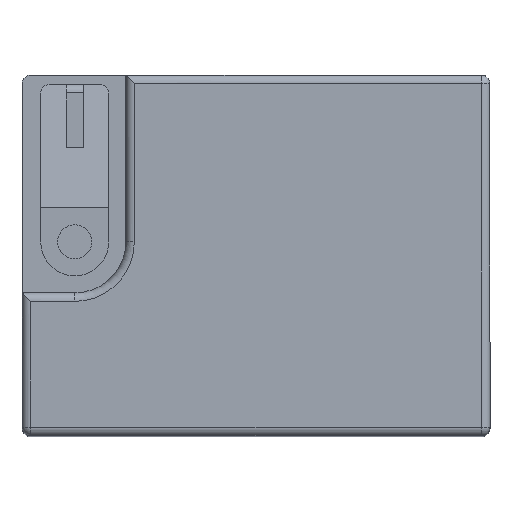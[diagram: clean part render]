
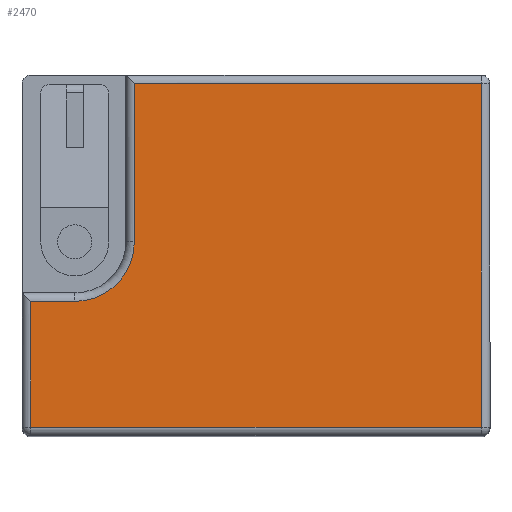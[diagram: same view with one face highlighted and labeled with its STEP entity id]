
A CAD part, top view. The second image highlights one B-rep face of the part: STEP entity #2470.
In plain terms, the highlighted planar face has unit normal (0, 0, 1).
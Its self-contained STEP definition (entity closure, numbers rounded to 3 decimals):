
#2389 = EDGE_CURVE ( 'NONE', #2466, #2391, #6350, .T. ) ;
#2390 = ORIENTED_EDGE ( 'NONE', *, *, #2463, .T. ) ;
#2391 = VERTEX_POINT ( 'NONE', #6346 ) ;
#2449 = ORIENTED_EDGE ( 'NONE', *, *, #2451, .T. ) ;
#2451 = EDGE_CURVE ( 'NONE', #2454, #2464, #6451, .T. ) ;
#2454 = VERTEX_POINT ( 'NONE', #6436 ) ;
#2455 = EDGE_CURVE ( 'NONE', #2459, #2454, #6435, .T. ) ;
#2456 = ORIENTED_EDGE ( 'NONE', *, *, #2455, .T. ) ;
#2457 = EDGE_CURVE ( 'NONE', #2461, #2459, #6501, .T. ) ;
#2458 = ORIENTED_EDGE ( 'NONE', *, *, #2457, .T. ) ;
#2459 = VERTEX_POINT ( 'NONE', #6497 ) ;
#2460 = ORIENTED_EDGE ( 'NONE', *, *, #2462, .T. ) ;
#2461 = VERTEX_POINT ( 'NONE', #6496 ) ;
#2462 = EDGE_CURVE ( 'NONE', #2391, #2461, #6495, .T. ) ;
#2463 = EDGE_CURVE ( 'NONE', #2464, #2468, #6489, .T. ) ;
#2464 = VERTEX_POINT ( 'NONE', #6485 ) ;
#2465 = EDGE_CURVE ( 'NONE', #2468, #2466, #6484, .T. ) ;
#2466 = VERTEX_POINT ( 'NONE', #6479 ) ;
#2467 = ORIENTED_EDGE ( 'NONE', *, *, #2389, .T. ) ;
#2468 = VERTEX_POINT ( 'NONE', #6478 ) ;
#2469 = ORIENTED_EDGE ( 'NONE', *, *, #2465, .T. ) ;
#2470 = ADVANCED_FACE ( 'NONE', ( #6476 ), #6475, .T. ) ;
#2471 = EDGE_LOOP ( 'NONE', ( #2390, #2469, #2467, #2460, #2458, #2456, #2449 ) ) ;
#6346 = CARTESIAN_POINT ( 'NONE',  ( -7.15, 0.8, 35.6 ) ) ;
#6347 = DIRECTION ( 'NONE',  ( 0., -1., 0. ) ) ;
#6348 = VECTOR ( 'NONE', #6347, 1000. ) ;
#6349 = CARTESIAN_POINT ( 'NONE',  ( -7.15, 0.8, 35.6 ) ) ;
#6350 = LINE ( 'NONE', #6349, #6348 ) ;
#6433 = VECTOR ( 'NONE', #6503, 1000. ) ;
#6434 = CARTESIAN_POINT ( 'NONE',  ( -13.25, -10.6, 35.6 ) ) ;
#6435 = LINE ( 'NONE', #6434, #6433 ) ;
#6436 = CARTESIAN_POINT ( 'NONE',  ( -13.25, -10.1, 35.6 ) ) ;
#6448 = DIRECTION ( 'NONE',  ( 1., 0., 0. ) ) ;
#6449 = VECTOR ( 'NONE', #6448, 1000. ) ;
#6450 = CARTESIAN_POINT ( 'NONE',  ( 13.75, -10.1, 35.6 ) ) ;
#6451 = LINE ( 'NONE', #6450, #6449 ) ;
#6470 = DIRECTION ( 'NONE',  ( 1., 0., 0. ) ) ;
#6471 = DIRECTION ( 'NONE',  ( 0., 0., 1. ) ) ;
#6472 = CARTESIAN_POINT ( 'NONE',  ( -13.75, -10.6, 35.6 ) ) ;
#6473 = AXIS2_PLACEMENT_3D ( 'NONE', #6472, #6471, #6470 ) ;
#6475 = PLANE ( 'NONE',  #6473 ) ;
#6476 = FACE_OUTER_BOUND ( 'NONE', #2471, .T. ) ;
#6478 = CARTESIAN_POINT ( 'NONE',  ( 13.25, 10.1, 35.6 ) ) ;
#6479 = CARTESIAN_POINT ( 'NONE',  ( -7.15, 10.1, 35.6 ) ) ;
#6480 = DIRECTION ( 'NONE',  ( -1., 0., 0. ) ) ;
#6481 = VECTOR ( 'NONE', #6480, 1000. ) ;
#6483 = CARTESIAN_POINT ( 'NONE',  ( -7.65, 10.1, 35.6 ) ) ;
#6484 = LINE ( 'NONE', #6483, #6481 ) ;
#6485 = CARTESIAN_POINT ( 'NONE',  ( 13.25, -10.1, 35.6 ) ) ;
#6486 = DIRECTION ( 'NONE',  ( 0., 1., 0. ) ) ;
#6487 = VECTOR ( 'NONE', #6486, 1000. ) ;
#6488 = CARTESIAN_POINT ( 'NONE',  ( 13.25, 10.6, 35.6 ) ) ;
#6489 = LINE ( 'NONE', #6488, #6487 ) ;
#6490 = DIRECTION ( 'NONE',  ( 1., 0., 0. ) ) ;
#6491 = DIRECTION ( 'NONE',  ( 0., 0., -1. ) ) ;
#6493 = CARTESIAN_POINT ( 'NONE',  ( -10.65, 0.8, 35.6 ) ) ;
#6494 = AXIS2_PLACEMENT_3D ( 'NONE', #6493, #6491, #6490 ) ;
#6495 = CIRCLE ( 'NONE', #6494, 3.5 ) ;
#6496 = CARTESIAN_POINT ( 'NONE',  ( -10.65, -2.7, 35.6 ) ) ;
#6497 = CARTESIAN_POINT ( 'NONE',  ( -13.25, -2.7, 35.6 ) ) ;
#6498 = DIRECTION ( 'NONE',  ( -1., 0., 0. ) ) ;
#6499 = VECTOR ( 'NONE', #6498, 1000. ) ;
#6500 = CARTESIAN_POINT ( 'NONE',  ( -13.75, -2.7, 35.6 ) ) ;
#6501 = LINE ( 'NONE', #6500, #6499 ) ;
#6503 = DIRECTION ( 'NONE',  ( 0., -1., 0. ) ) ;
